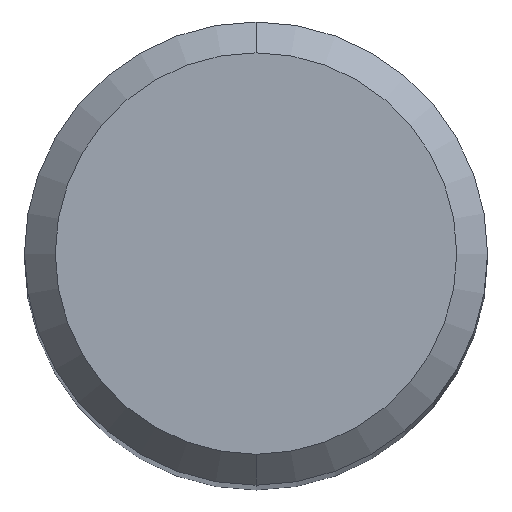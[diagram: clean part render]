
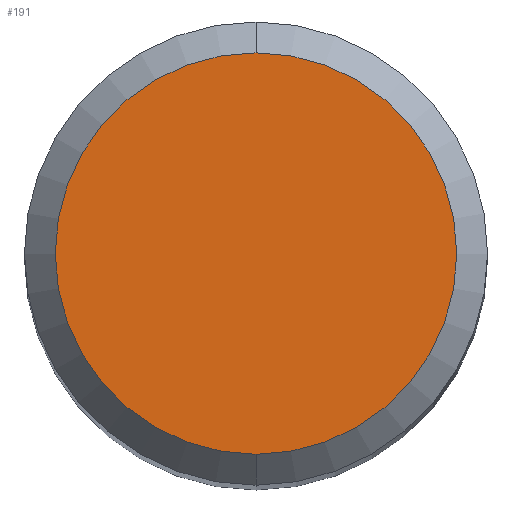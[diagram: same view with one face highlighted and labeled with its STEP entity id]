
A CAD part, top view. The second image highlights one B-rep face of the part: STEP entity #191.
In plain terms, the highlighted planar face has unit normal (0, 0, 1).
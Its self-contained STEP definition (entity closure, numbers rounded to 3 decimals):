
#191=ADVANCED_FACE('',(#470),#471,.T.);
#225=EDGE_CURVE('',#389,#391,#508,.T.);
#371=EDGE_CURVE('',#391,#389,#669,.T.);
#389=VERTEX_POINT('',#689);
#391=VERTEX_POINT('',#691);
#470=FACE_OUTER_BOUND('',#818,.T.);
#471=PLANE('',#819);
#508=CIRCLE('',#947,2.6);
#669=CIRCLE('',#1224,2.6);
#689=CARTESIAN_POINT('',(0.0,2.6,0.0));
#691=CARTESIAN_POINT('',(0.,-2.6,0.0));
#818=EDGE_LOOP('',(#1354,#1355));
#819=AXIS2_PLACEMENT_3D('',#1356,#1357,#1358);
#947=AXIS2_PLACEMENT_3D('',#1399,#1400,#1401);
#1224=AXIS2_PLACEMENT_3D('',#1578,#1579,#1580);
#1354=ORIENTED_EDGE('',*,*,#225,.F.);
#1355=ORIENTED_EDGE('',*,*,#371,.F.);
#1356=CARTESIAN_POINT('',(0.0,1.3,0.0));
#1357=DIRECTION('',(-0.0,0.0,1.0));
#1358=DIRECTION('',(0.0,-1.0,0.0));
#1399=CARTESIAN_POINT('',(0.0,0.0,0.0));
#1400=DIRECTION('',(0.0,0.0,-1.0));
#1401=DIRECTION('',(0.0,1.0,0.0));
#1578=CARTESIAN_POINT('',(0.0,0.0,0.0));
#1579=DIRECTION('',(0.0,0.0,-1.0));
#1580=DIRECTION('',(0.0,1.0,0.0));
